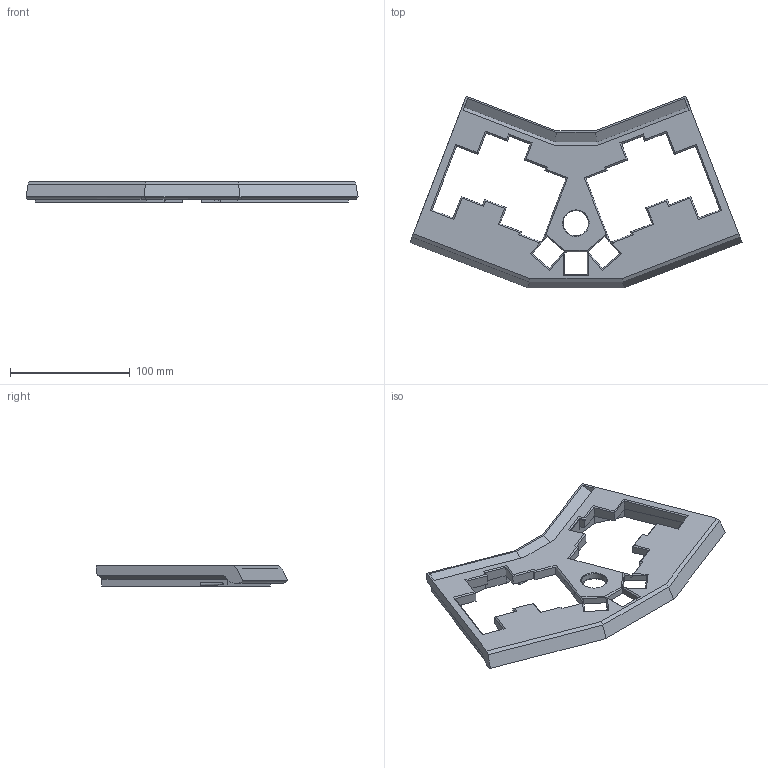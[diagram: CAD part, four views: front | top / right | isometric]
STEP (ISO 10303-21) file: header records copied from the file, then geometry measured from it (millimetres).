
FILE_DESCRIPTION(/* description */ ('KiCad electronic assembly'),/* implementation_level */ '2;1');
FILE_NAME(/* name */ 'tokeyo_plus_top.step',/* time_stamp */ '2025-10-08T12:00:50+02:00',/* author */ (''),/* organization */ (''),/* preprocessor_version */ 'ST-DEVELOPER v20.1',/* originating_system */ 'Autodesk Translation Framework v14.17.0.0',/* authorisation */ '');
FILE_SCHEMA (('AUTOMOTIVE_DESIGN { 1 0 10303 214 3 1 1 }'));
Length unit declared in the file: millimetre
Products named in the file (2): tokeyo_plus 1; top
Assembly tree (1 placements, depth 2):
  tokeyo_plus 1
    top
Bounding box: 276.86 x 159.89 x 16.85 mm (x, y, z)
Volume: 222220.4 mm3; surface area: 63663.5 mm2
Topology: 1 solids, 1 shells, 275 faces, 801 edges, 529 vertices
Faces by surface type: plane 251, cylinder 20, sphere 2, cone 1, bspline 1
Full cylindrical faces by diameter (mm): 21.06 x1
Entity records: 9182 total; most frequent: CARTESIAN_POINT 1786, ORIENTED_EDGE 1602, DIRECTION 1402, EDGE_CURVE 801, LINE 730, VECTOR 730, VERTEX_POINT 529, AXIS2_PLACEMENT_3D 336
